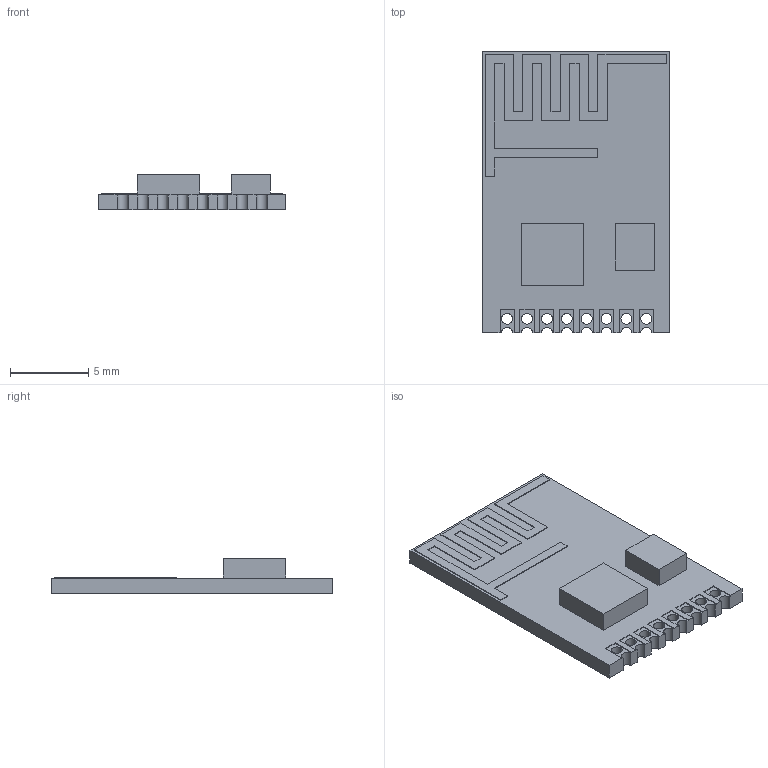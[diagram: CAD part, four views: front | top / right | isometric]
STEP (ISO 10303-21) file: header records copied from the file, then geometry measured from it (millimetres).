
FILE_DESCRIPTION (( 'STEP AP214' ), '1' );
FILE_NAME ('nRF24.STEP', '2025-12-23T12:07:32', ( '' ), ( '' ), 'SwSTEP 2.0', 'SolidWorks 2024', '' );
FILE_SCHEMA (( 'AUTOMOTIVE_DESIGN' ));
Length unit declared in the file: millimetre
Products named in the file (1): nRF24
Bounding box: 12 x 18 x 2.27 mm (x, y, z)
Volume: 242.3 mm3; surface area: 542.8 mm2
Topology: 1 solids, 1 shells, 115 faces, 330 edges, 220 vertices
Faces by surface type: plane 91, cylinder 24
Entity records: 5052 total; most frequent: CARTESIAN_POINT 666, ORIENTED_EDGE 660, DIRECTION 610, EDGE_CURVE 330, LINE 282, VECTOR 282, VERTEX_POINT 220, AXIS2_PLACEMENT_3D 164
